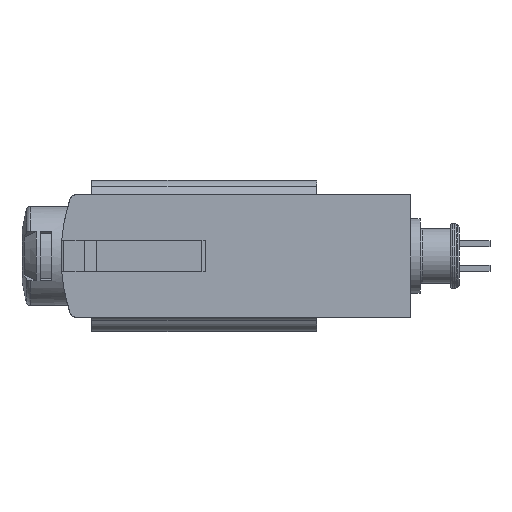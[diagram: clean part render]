
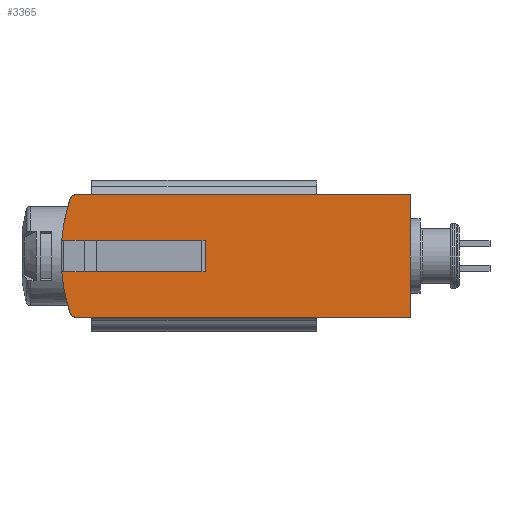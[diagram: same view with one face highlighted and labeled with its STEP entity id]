
A CAD part, left-side view. The second image highlights one B-rep face of the part: STEP entity #3365.
In plain terms, the highlighted planar face has unit normal (-1, 0, 0).
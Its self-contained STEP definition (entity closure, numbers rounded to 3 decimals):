
#40=PLANE('',#3675);
#221=CIRCLE('',#3553,15.);
#224=CIRCLE('',#3556,15.);
#268=CIRCLE('',#3631,0.5);
#285=CIRCLE('',#3676,0.5);
#404=LINE('',#5318,#704);
#425=LINE('',#5374,#725);
#441=LINE('',#5449,#741);
#442=LINE('',#5451,#742);
#443=LINE('',#5454,#743);
#444=LINE('',#5456,#744);
#704=VECTOR('',#4140,1000.);
#725=VECTOR('',#4189,1000.);
#741=VECTOR('',#4269,1000.);
#742=VECTOR('',#4272,1000.);
#743=VECTOR('',#4273,1000.);
#744=VECTOR('',#4276,1000.);
#1188=ORIENTED_EDGE('',*,*,#2122,.T.);
#1189=ORIENTED_EDGE('',*,*,#2123,.T.);
#1190=ORIENTED_EDGE('',*,*,#1927,.F.);
#1191=ORIENTED_EDGE('',*,*,#2059,.F.);
#1192=ORIENTED_EDGE('',*,*,#2056,.T.);
#1193=ORIENTED_EDGE('',*,*,#2121,.T.);
#1194=ORIENTED_EDGE('',*,*,#2084,.F.);
#1195=ORIENTED_EDGE('',*,*,#2124,.F.);
#1196=ORIENTED_EDGE('',*,*,#1930,.F.);
#1197=ORIENTED_EDGE('',*,*,#2125,.F.);
#1927=EDGE_CURVE('',#2414,#2415,#221,.T.);
#1930=EDGE_CURVE('',#2417,#2418,#224,.T.);
#2056=EDGE_CURVE('',#2539,#2538,#404,.T.);
#2059=EDGE_CURVE('',#2539,#2414,#268,.T.);
#2084=EDGE_CURVE('',#2559,#2560,#425,.T.);
#2121=EDGE_CURVE('',#2538,#2560,#441,.T.);
#2122=EDGE_CURVE('',#2579,#2580,#442,.T.);
#2123=EDGE_CURVE('',#2580,#2415,#443,.T.);
#2124=EDGE_CURVE('',#2418,#2559,#285,.T.);
#2125=EDGE_CURVE('',#2579,#2417,#444,.T.);
#2414=VERTEX_POINT('',#5005);
#2415=VERTEX_POINT('',#5007);
#2417=VERTEX_POINT('',#5011);
#2418=VERTEX_POINT('',#5013);
#2538=VERTEX_POINT('',#5317);
#2539=VERTEX_POINT('',#5319);
#2559=VERTEX_POINT('',#5373);
#2560=VERTEX_POINT('',#5375);
#2579=VERTEX_POINT('',#5452);
#2580=VERTEX_POINT('',#5453);
#2810=EDGE_LOOP('',(#1188,#1189,#1190,#1191,#1192,#1193,#1194,#1195,#1196,
#1197));
#3072=FACE_BOUND('',#2810,.T.);
#3365=ADVANCED_FACE('',(#3072),#40,.F.);
#3553=AXIS2_PLACEMENT_3D('',#5006,#3935,#3936);
#3556=AXIS2_PLACEMENT_3D('',#5012,#3941,#3942);
#3631=AXIS2_PLACEMENT_3D('',#5323,#4146,#4147);
#3675=AXIS2_PLACEMENT_3D('',#5450,#4270,#4271);
#3676=AXIS2_PLACEMENT_3D('',#5455,#4274,#4275);
#3935=DIRECTION('',(1.,0.,0.));
#3936=DIRECTION('',(0.,0.,-1.));
#3941=DIRECTION('',(1.,0.,0.));
#3942=DIRECTION('',(0.,0.,-1.));
#4140=DIRECTION('',(0.,-1.,0.));
#4146=DIRECTION('',(1.,0.,0.));
#4147=DIRECTION('',(0.,0.,-1.));
#4189=DIRECTION('',(0.,-1.,0.));
#4269=DIRECTION('',(0.,0.,1.));
#4270=DIRECTION('',(1.,0.,0.));
#4271=DIRECTION('',(0.,0.,-1.));
#4272=DIRECTION('',(0.,0.,-1.));
#4273=DIRECTION('',(0.,1.,0.));
#4274=DIRECTION('',(1.,0.,0.));
#4275=DIRECTION('',(0.,0.,-1.));
#4276=DIRECTION('',(0.,1.,0.));
#5005=CARTESIAN_POINT('',(-102.4,20.109,-4.655));
#5006=CARTESIAN_POINT('',(-102.4,5.85,0.));
#5007=CARTESIAN_POINT('',(-102.4,20.794,-1.3));
#5011=CARTESIAN_POINT('',(-102.4,20.794,1.3));
#5012=CARTESIAN_POINT('',(-102.4,5.85,0.));
#5013=CARTESIAN_POINT('',(-102.4,20.109,4.655));
#5317=CARTESIAN_POINT('',(-102.4,-7.65,-5.));
#5318=CARTESIAN_POINT('',(-102.4,23.,-5.));
#5319=CARTESIAN_POINT('',(-102.4,19.634,-5.));
#5323=CARTESIAN_POINT('',(-102.4,19.634,-4.5));
#5373=CARTESIAN_POINT('',(-102.4,19.634,5.));
#5374=CARTESIAN_POINT('',(-102.4,23.,5.));
#5375=CARTESIAN_POINT('',(-102.4,-7.65,5.));
#5449=CARTESIAN_POINT('',(-102.4,-7.65,-5.));
#5450=CARTESIAN_POINT('',(-102.4,23.,-5.));
#5451=CARTESIAN_POINT('',(-102.4,9.05,1.3));
#5452=CARTESIAN_POINT('',(-102.4,9.05,1.3));
#5453=CARTESIAN_POINT('',(-102.4,9.05,-1.3));
#5454=CARTESIAN_POINT('',(-102.4,9.05,-1.3));
#5455=CARTESIAN_POINT('',(-102.4,19.634,4.5));
#5456=CARTESIAN_POINT('',(-102.4,9.05,1.3));
